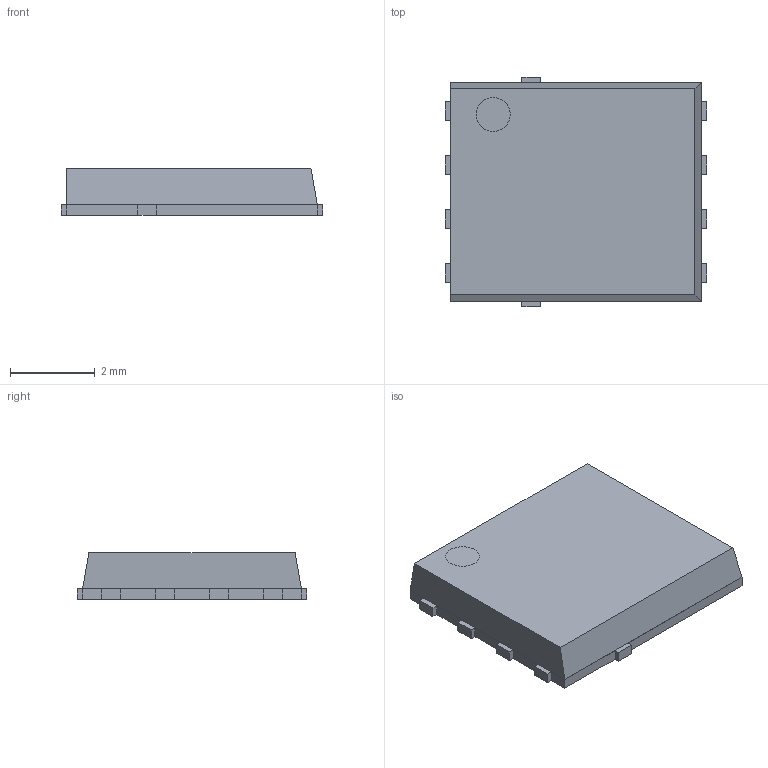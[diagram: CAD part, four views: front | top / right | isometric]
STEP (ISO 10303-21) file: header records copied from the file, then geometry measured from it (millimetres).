
FILE_DESCRIPTION(/* description */ (''),/* implementation_level */ '2;1');
FILE_NAME(/* name */ 'INFINEON-PG-TDSON-8.stp',/* time_stamp */ '2015-04-01T12:15:40+02:00',/* author */ ('admchouv'),/* organization */ (''),/* preprocessor_version */ 'ST-DEVELOPER v15.5',/* originating_system */ 'AutoCAD Mechanical',/* authorisation */ '');
FILE_SCHEMA (('AUTOMOTIVE_DESIGN { 1 0 10303 214 3 1 1 }'));
Length unit declared in the file: millimetre
Products named in the file (1): Product
Bounding box: 6.15 x 5.39 x 1.1 mm (x, y, z)
Volume: 32.5 mm3; surface area: 158.9 mm2
Topology: 17 solids, 17 shells, 129 faces, 282 edges, 188 vertices
Faces by surface type: plane 123, cylinder 6
Full cylindrical faces by diameter (mm): 0.8 x2
Entity records: 3481 total; most frequent: CARTESIAN_POINT 598, ORIENTED_EDGE 560, DIRECTION 552, EDGE_CURVE 280, LINE 268, VECTOR 268, VERTEX_POINT 188, AXIS2_PLACEMENT_3D 142
